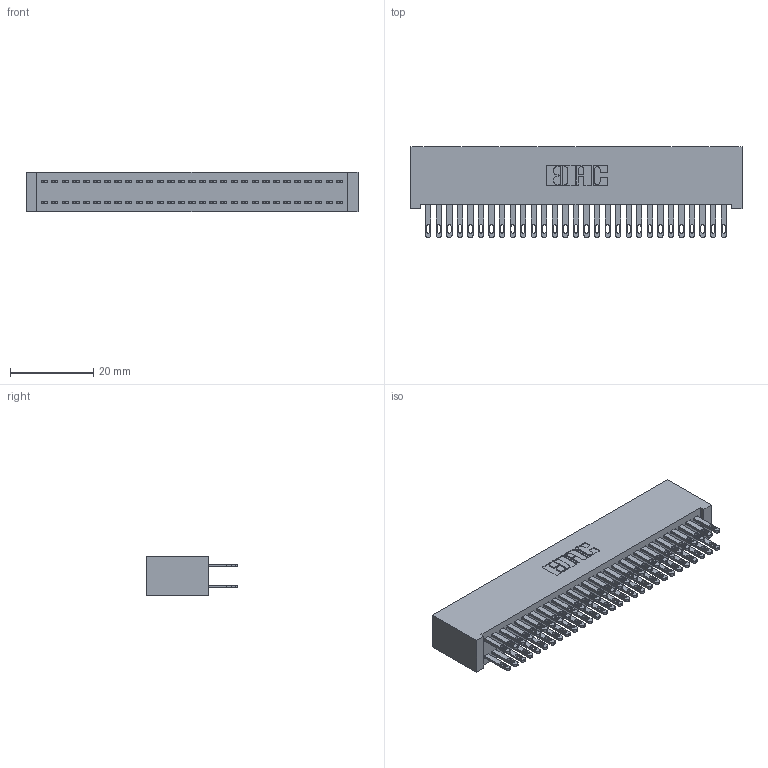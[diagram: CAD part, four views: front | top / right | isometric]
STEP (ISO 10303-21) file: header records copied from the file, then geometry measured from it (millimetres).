
FILE_DESCRIPTION (( 'STEP AP203' ), '1' );
FILE_NAME ('342-058-500-201.STEP', '2018-08-13T04:49:11', ( '' ), ( '' ), 'SwSTEP 2.0', 'SolidWorks 2016', '' );
FILE_SCHEMA (( 'CONFIG_CONTROL_DESIGN' ));
Length unit declared in the file: inch
Products named in the file (3): 342 Part_Lugless; 345-292-001_345-293-100; 342-058-500-201
Assembly tree (59 placements, depth 2):
  342-058-500-201
    342 Part_Lugless
    345-292-001_345-293-100  x58
Bounding box: 79.91 x 21.85 x 9.4 mm (x, y, z)
Volume: 7735 mm3; surface area: 13271.8 mm2
Topology: 59 solids, 59 shells, 2886 faces, 8801 edges, 5866 vertices
Faces by surface type: plane 1802, cylinder 1084
Entity records: 19859 total; most frequent: CARTESIAN_POINT 3302, ORIENTED_EDGE 3238, DIRECTION 2839, EDGE_CURVE 1619, VECTOR 1495, LINE 1495, VERTEX_POINT 1078, AXIS2_PLACEMENT_3D 672
